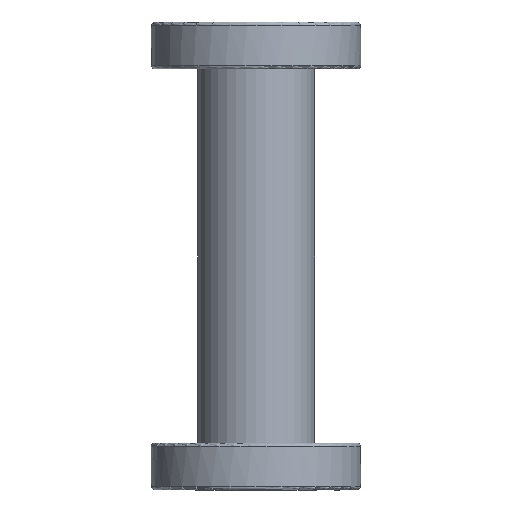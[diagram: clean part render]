
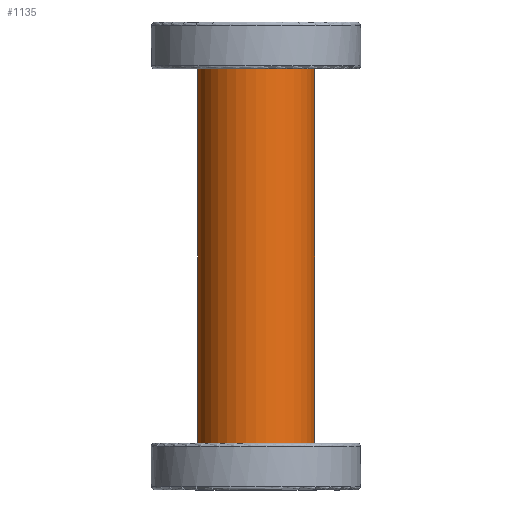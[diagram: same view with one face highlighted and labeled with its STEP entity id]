
A CAD part, front view. The second image highlights one B-rep face of the part: STEP entity #1135.
In plain terms, the highlighted cylindrical face has radius 9.5 mm (diameter 19 mm), a full revolution.
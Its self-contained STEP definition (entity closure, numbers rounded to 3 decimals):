
#1073=CARTESIAN_POINT('',(-9.5,0.,433.6));
#1074=VERTEX_POINT('',#1073);
#1075=CARTESIAN_POINT('',(0.0,0.0,433.6));
#1076=DIRECTION('',(0.0,0.0,1.0));
#1077=DIRECTION('',(-1.0,0.0,0.0));
#1078=AXIS2_PLACEMENT_3D('',#1075,#1076,#1077);
#1079=CIRCLE('',#1078,9.5);
#1080=EDGE_CURVE('',#1074,#1074,#1079,.T.);
#1116=CARTESIAN_POINT('',(0.0,0.0,0.0));
#1117=DIRECTION('',(0.0,0.0,1.0));
#1118=DIRECTION('',(-1.0,0.0,0.0));
#1119=AXIS2_PLACEMENT_3D('',#1116,#1117,#1118);
#1120=CYLINDRICAL_SURFACE('',#1119,9.5);
#1121=ORIENTED_EDGE('',*,*,#1080,.T.);
#1122=EDGE_LOOP('',(#1121));
#1123=FACE_OUTER_BOUND('',#1122,.T.);
#1124=CARTESIAN_POINT('',(9.5,0.,500.0));
#1125=VERTEX_POINT('',#1124);
#1126=CARTESIAN_POINT('',(0.0,0.0,500.0));
#1127=DIRECTION('',(0.0,0.0,-1.0));
#1128=DIRECTION('',(-1.0,0.0,0.0));
#1129=AXIS2_PLACEMENT_3D('',#1126,#1127,#1128);
#1130=CIRCLE('',#1129,9.5);
#1131=EDGE_CURVE('',#1125,#1125,#1130,.T.);
#1132=ORIENTED_EDGE('',*,*,#1131,.T.);
#1133=EDGE_LOOP('',(#1132));
#1134=FACE_BOUND('',#1133,.T.);
#1135=ADVANCED_FACE('',(#1123,#1134),#1120,.T.);
